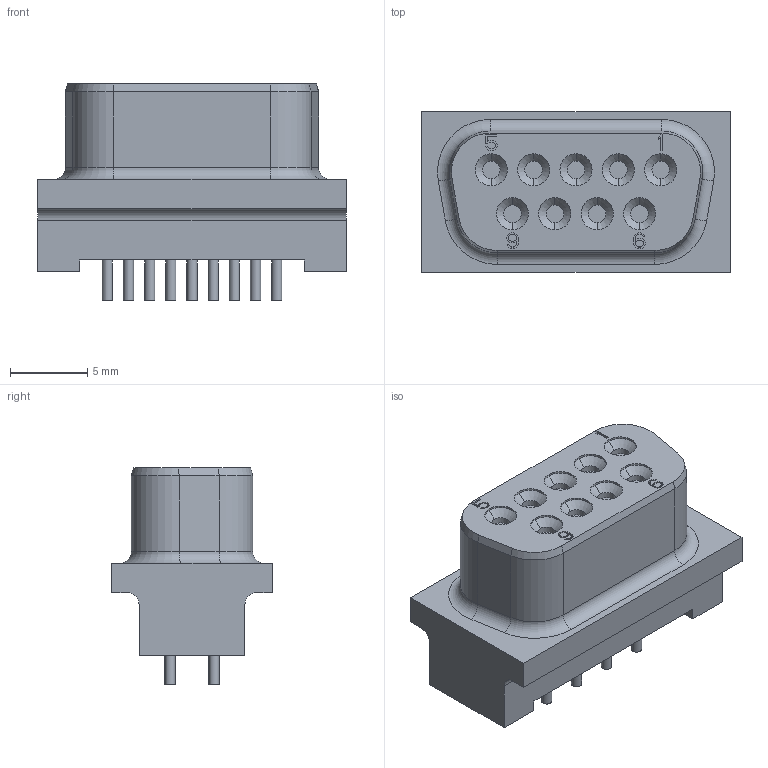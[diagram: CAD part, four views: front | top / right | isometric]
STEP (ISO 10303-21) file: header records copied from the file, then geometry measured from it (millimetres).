
FILE_DESCRIPTION(('FreeCAD Model'),'2;1');
FILE_NAME('USB-A_female_horiz_thru.step', '2020-07-13T14:24:10',('FreeCAD'),('FreeCAD'), 'Open CASCADE STEP processor 7.3','FreeCAD','Unknown');
FILE_SCHEMA(('AUTOMOTIVE_DESIGN { 1 0 10303 214 1 1 1 1 }'));
Length unit declared in the file: millimetre
Products named in the file (1): Open CASCADE STEP translator 7.3 1
Bounding box: 20 x 10.41 x 14 mm (x, y, z)
Volume: 1621.7 mm3; surface area: 1056.7 mm2
Topology: 1 solids, 1 shells, 277 faces, 752 edges, 502 vertices
Faces by surface type: plane 214, cylinder 37, cone 22, torus 4
Full cylindrical faces by diameter (mm): 0.66 x9, 1.143 x9, 2.083 x9
Entity records: 8661 total; most frequent: CARTESIAN_POINT 1559, ORIENTED_EDGE 1504, DIRECTION 1417, EDGE_CURVE 752, LINE 589, VECTOR 589, VERTEX_POINT 502, AXIS2_PLACEMENT_3D 414
